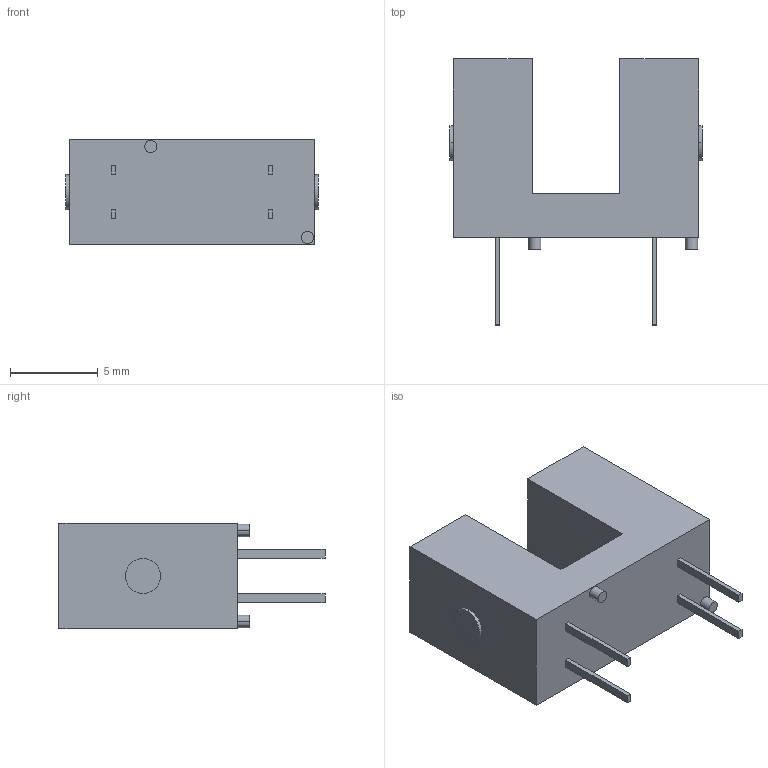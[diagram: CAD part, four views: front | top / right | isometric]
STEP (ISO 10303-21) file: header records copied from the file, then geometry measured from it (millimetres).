
FILE_DESCRIPTION(('STEP AP242'),'1');
FILE_NAME('ee-sx1041.stp','2023-02-04T02:04:00',('TraceParts'),('TraceParts S.A.'),'Spatial InterOp 3D',' ',' ');
FILE_SCHEMA(('AP242_MANAGED_MODEL_BASED_3D_ENGINEERING_MIM_LF {1 0 10303 442 1 1 4}'));
Length unit declared in the file: millimetre
Products named in the file (1): ee-sx1041
Bounding box: 14.4 x 15.2 x 6 mm (x, y, z)
Volume: 630.1 mm3; surface area: 627 mm2
Topology: 1 solids, 1 shells, 42 faces, 96 edges, 64 vertices
Faces by surface type: plane 34, cylinder 8
Entity records: 2008 total; most frequent: CARTESIAN_POINT 203, DIRECTION 198, ORIENTED_EDGE 192, STYLED_ITEM 138, PRESENTATION_STYLE_ASSIGNMENT 138, COLOUR_RGB 138, EDGE_CURVE 96, CURVE_STYLE 96
